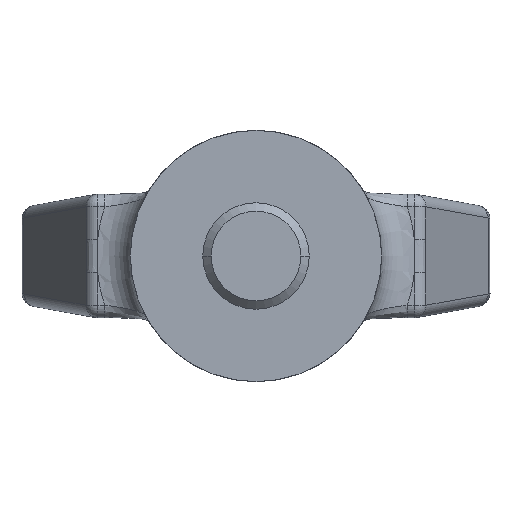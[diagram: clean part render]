
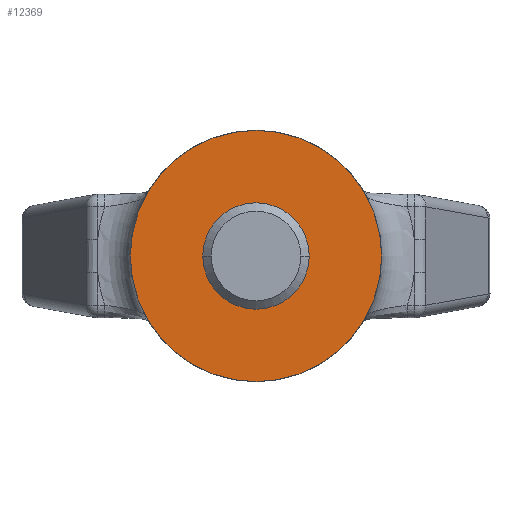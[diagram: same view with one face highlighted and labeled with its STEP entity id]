
A CAD part, front view. The second image highlights one B-rep face of the part: STEP entity #12369.
In plain terms, the highlighted planar face has unit normal (0, -1, 0).
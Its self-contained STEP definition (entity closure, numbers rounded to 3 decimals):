
#899=CARTESIAN_POINT('',(0.,-26.,0.));
#900=DIRECTION('',(0.,-1.,0.));
#901=DIRECTION('',(-1.,0.,0.));
#902=AXIS2_PLACEMENT_3D('',#899,#900,#901);
#904=CARTESIAN_POINT('',(0.,-26.,0.));
#905=DIRECTION('',(0.,1.,0.));
#906=DIRECTION('',(-1.,0.,0.));
#907=AXIS2_PLACEMENT_3D('',#904,#905,#906);
#8243=CARTESIAN_POINT('',(-15.,-26.,0.));
#8244=CARTESIAN_POINT('',(15.,-26.,0.));
#8245=VERTEX_POINT('',#8243);
#8246=VERTEX_POINT('',#8244);
#12360=CARTESIAN_POINT('',(0.,-26.,0.));
#12361=DIRECTION('',(0.,1.,0.));
#12362=DIRECTION('',(1.,0.,0.));
#12363=AXIS2_PLACEMENT_3D('',#12360,#12361,#12362);
#12364=PLANE('',#12363);
#12365=ORIENTED_EDGE('',*,*,#12017,.F.);
#12366=ORIENTED_EDGE('',*,*,#10822,.T.);
#12367=EDGE_LOOP('',(#12365,#12366));
#12368=FACE_OUTER_BOUND('',#12367,.F.);
#12369=ADVANCED_FACE('',(#12368),#12364,.F.);
#903=CIRCLE('',#902,15.);
#908=CIRCLE('',#907,15.);
#10822=EDGE_CURVE('',#8245,#8246,#908,.T.);
#12017=EDGE_CURVE('',#8245,#8246,#903,.T.);
